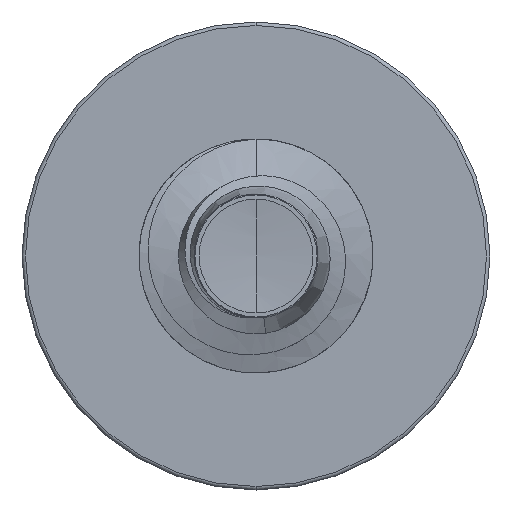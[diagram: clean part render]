
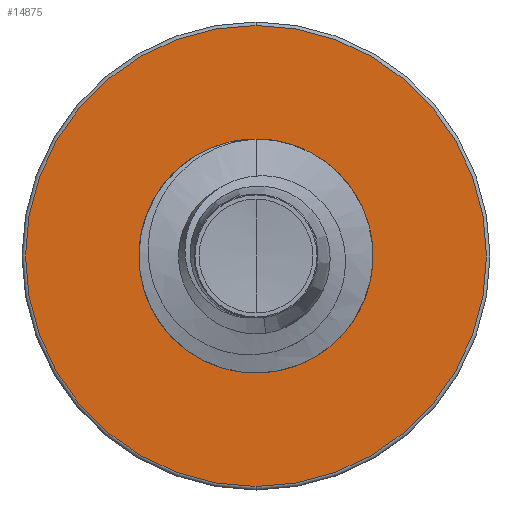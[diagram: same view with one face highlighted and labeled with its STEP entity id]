
A CAD part, front view. The second image highlights one B-rep face of the part: STEP entity #14875.
In plain terms, the highlighted planar face has unit normal (0, -1, 0).
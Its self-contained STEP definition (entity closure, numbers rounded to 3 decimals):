
#67 = CIRCLE ( 'NONE', #16606, 3.694 ) ;
#438 = CIRCLE ( 'NONE', #8093, 3.694 ) ;
#1038 = CARTESIAN_POINT ( 'NONE',  ( 0., 17.5, -7.88 ) ) ;
#1354 = AXIS2_PLACEMENT_3D ( 'NONE', #14672, #6872, #15886 ) ;
#1564 = DIRECTION ( 'NONE',  ( 0., 1., 0. ) ) ;
#2071 = EDGE_LOOP ( 'NONE', ( #4975, #5132 ) ) ;
#2078 = CARTESIAN_POINT ( 'NONE',  ( 0., 17.5, -3.694 ) ) ;
#2080 = FACE_OUTER_BOUND ( 'NONE', #4700, .T. ) ;
#2300 = CARTESIAN_POINT ( 'NONE',  ( 0., 17.5, 7.88 ) ) ;
#2368 = VERTEX_POINT ( 'NONE', #7820 ) ;
#2421 = FACE_BOUND ( 'NONE', #2071, .T. ) ;
#3224 = EDGE_CURVE ( 'NONE', #2368, #14509, #438, .T. ) ;
#4700 = EDGE_LOOP ( 'NONE', ( #4753, #11928 ) ) ;
#4753 = ORIENTED_EDGE ( 'NONE', *, *, #10464, .F. ) ;
#4975 = ORIENTED_EDGE ( 'NONE', *, *, #3224, .T. ) ;
#5101 = PLANE ( 'NONE',  #7257 ) ;
#5132 = ORIENTED_EDGE ( 'NONE', *, *, #8887, .T. ) ;
#5213 = CARTESIAN_POINT ( 'NONE',  ( 0., 17.5, 0. ) ) ;
#5808 = VERTEX_POINT ( 'NONE', #2300 ) ;
#6052 = CARTESIAN_POINT ( 'NONE',  ( 0., 17.5, 0. ) ) ;
#6467 = DIRECTION ( 'NONE',  ( 0., 1., 0. ) ) ;
#6573 = DIRECTION ( 'NONE',  ( 0., 0., 1. ) ) ;
#6872 = DIRECTION ( 'NONE',  ( 0., 1., 0. ) ) ;
#7257 = AXIS2_PLACEMENT_3D ( 'NONE', #16581, #6467, #15518 ) ;
#7374 = DIRECTION ( 'NONE',  ( 0., 0., 1. ) ) ;
#7820 = CARTESIAN_POINT ( 'NONE',  ( 0., 17.5, 3.694 ) ) ;
#8093 = AXIS2_PLACEMENT_3D ( 'NONE', #9571, #1564, #10882 ) ;
#8887 = EDGE_CURVE ( 'NONE', #14509, #2368, #67, .T. ) ;
#9107 = EDGE_CURVE ( 'NONE', #12222, #5808, #12575, .T. ) ;
#9571 = CARTESIAN_POINT ( 'NONE',  ( 0., 17.5, 0. ) ) ;
#10464 = EDGE_CURVE ( 'NONE', #5808, #12222, #12119, .T. ) ;
#10882 = DIRECTION ( 'NONE',  ( 0., 0., 1. ) ) ;
#11928 = ORIENTED_EDGE ( 'NONE', *, *, #9107, .F. ) ;
#12119 = CIRCLE ( 'NONE', #15490, 7.88 ) ;
#12222 = VERTEX_POINT ( 'NONE', #1038 ) ;
#12575 = CIRCLE ( 'NONE', #1354, 7.88 ) ;
#14397 = DIRECTION ( 'NONE',  ( 0., 1., 0. ) ) ;
#14509 = VERTEX_POINT ( 'NONE', #2078 ) ;
#14672 = CARTESIAN_POINT ( 'NONE',  ( 0., 17.5, 0. ) ) ;
#14875 = ADVANCED_FACE ( 'NONE', ( #2080, #2421 ), #5101, .F. ) ;
#15145 = DIRECTION ( 'NONE',  ( 0., 1., 0. ) ) ;
#15490 = AXIS2_PLACEMENT_3D ( 'NONE', #5213, #14397, #6573 ) ;
#15518 = DIRECTION ( 'NONE',  ( 0., 0., 1. ) ) ;
#15886 = DIRECTION ( 'NONE',  ( 0., 0., 1. ) ) ;
#16581 = CARTESIAN_POINT ( 'NONE',  ( 0., 17.5, -3.694 ) ) ;
#16606 = AXIS2_PLACEMENT_3D ( 'NONE', #6052, #15145, #7374 ) ;
